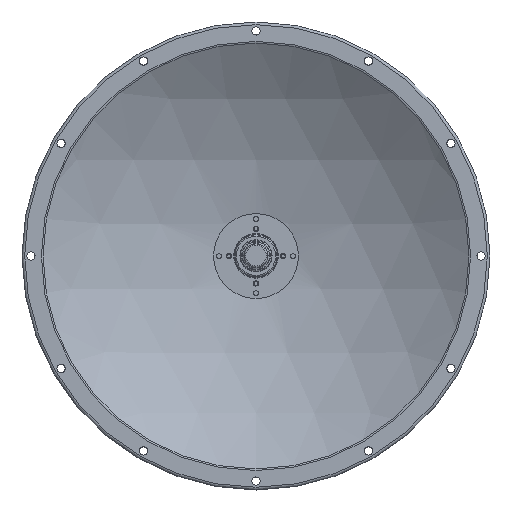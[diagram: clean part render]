
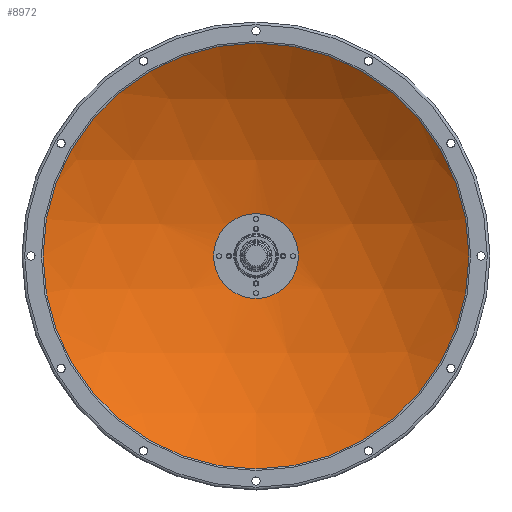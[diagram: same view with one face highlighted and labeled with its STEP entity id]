
A CAD part, top view. The second image highlights one B-rep face of the part: STEP entity #8972.
In plain terms, the highlighted spherical face has radius 336.716 mm.
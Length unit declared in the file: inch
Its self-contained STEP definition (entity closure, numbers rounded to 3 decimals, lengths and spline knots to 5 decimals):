
#759 = CARTESIAN_POINT ( 'NONE',  ( 0., 0.01941, -7.84865 ) ) ;
#1262 = CARTESIAN_POINT ( 'NONE',  ( 0., 2.50017, -1.5625 ) ) ;
#2987 = DIRECTION ( 'NONE',  ( 0., 0., 1. ) ) ;
#3820 = CIRCLE ( 'NONE', #8709, 7.84865 ) ;
#4800 = VERTEX_POINT ( 'NONE', #759 ) ;
#5620 = EDGE_LOOP ( 'NONE', ( #27381 ) ) ;
#5826 = SPHERICAL_SURFACE ( 'NONE', #23856, 13.25654 ) ;
#8120 = AXIS2_PLACEMENT_3D ( 'NONE', #24751, #11065, #26991 ) ;
#8709 = AXIS2_PLACEMENT_3D ( 'NONE', #8716, #24690, #10998 ) ;
#8716 = CARTESIAN_POINT ( 'NONE',  ( 0., 0.01941, 0. ) ) ;
#8972 = ADVANCED_FACE ( 'NONE', ( #14664, #26786 ), #5826, .F. ) ;
#9163 = ORIENTED_EDGE ( 'NONE', *, *, #21141, .T. ) ;
#10998 = DIRECTION ( 'NONE',  ( 0., 0., -1. ) ) ;
#11065 = DIRECTION ( 'NONE',  ( 0., 1., 0. ) ) ;
#14664 = FACE_OUTER_BOUND ( 'NONE', #5620, .T. ) ;
#17370 = EDGE_CURVE ( 'NONE', #4800, #4800, #3820, .T. ) ;
#18612 = CARTESIAN_POINT ( 'NONE',  ( 0., -10.66397, 0. ) ) ;
#18814 = DIRECTION ( 'NONE',  ( 1., 0., 0. ) ) ;
#20250 = EDGE_LOOP ( 'NONE', ( #9163 ) ) ;
#21141 = EDGE_CURVE ( 'NONE', #25042, #25042, #27629, .T. ) ;
#23856 = AXIS2_PLACEMENT_3D ( 'NONE', #18612, #2987, #18814 ) ;
#24690 = DIRECTION ( 'NONE',  ( 0., -1., 0. ) ) ;
#24751 = CARTESIAN_POINT ( 'NONE',  ( 0., 2.50017, 0. ) ) ;
#25042 = VERTEX_POINT ( 'NONE', #1262 ) ;
#26786 = FACE_OUTER_BOUND ( 'NONE', #20250, .T. ) ;
#26991 = DIRECTION ( 'NONE',  ( 0., 0., -1. ) ) ;
#27381 = ORIENTED_EDGE ( 'NONE', *, *, #17370, .T. ) ;
#27629 = CIRCLE ( 'NONE', #8120, 1.5625 ) ;
